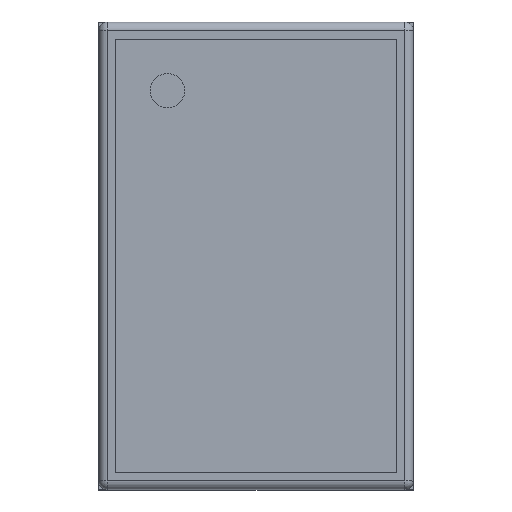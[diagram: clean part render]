
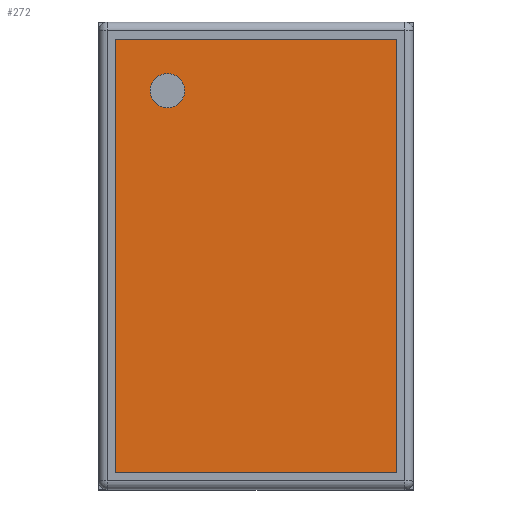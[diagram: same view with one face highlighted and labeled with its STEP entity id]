
A CAD part, top view. The second image highlights one B-rep face of the part: STEP entity #272.
In plain terms, the highlighted free-form (B-spline) face has degree [1, 1] with [2, 2] control points.
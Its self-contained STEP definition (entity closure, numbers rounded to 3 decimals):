
#168=CARTESIAN_POINT('',(-2.075,4.8,6.86));
#169=VERTEX_POINT('',#168);
#178=CARTESIAN_POINT('',(-3.075,4.8,6.86));
#179=VERTEX_POINT('',#178);
#180=CARTESIAN_POINT('',(-2.575,4.8,6.86));
#181=DIRECTION('',(0.0,0.0,-1.0));
#182=DIRECTION('',(1.0,0.0,0.0));
#183=AXIS2_PLACEMENT_3D('',#180,#181,#182);
#184=CIRCLE('',#183,0.5);
#185=EDGE_CURVE('',#179,#169,#184,.T.);
#219=CARTESIAN_POINT('',(-2.575,4.8,6.86));
#220=DIRECTION('',(0.0,0.0,-1.0));
#221=DIRECTION('',(1.0,0.0,0.0));
#222=AXIS2_PLACEMENT_3D('',#219,#220,#221);
#223=CIRCLE('',#222,0.5);
#224=EDGE_CURVE('',#169,#179,#223,.T.);
#229=CARTESIAN_POINT('',(-4.075,-6.3,6.86));
#230=CARTESIAN_POINT('',(4.075,-6.3,6.86));
#231=CARTESIAN_POINT('',(-4.075,6.3,6.86));
#232=CARTESIAN_POINT('',(4.075,6.3,6.86));
#233=B_SPLINE_SURFACE_WITH_KNOTS('',1,1,((#229,#231),(#230,#232)),.UNSPECIFIED.,.F.,.F.,.U.,(2,2),(2,2),(0.0,8.15),(0.0,12.6),.UNSPECIFIED.);
#234=CARTESIAN_POINT('',(4.075,6.3,6.86));
#235=VERTEX_POINT('',#234);
#236=CARTESIAN_POINT('',(4.075,-6.3,6.86));
#237=VERTEX_POINT('',#236);
#238=CARTESIAN_POINT('',(4.075,6.3,6.86));
#239=DIRECTION('',(0.0,-1.0,0.0));
#240=VECTOR('',#239,12.6);
#241=LINE('',#238,#240);
#242=EDGE_CURVE('',#235,#237,#241,.T.);
#243=ORIENTED_EDGE('',*,*,#242,.F.);
#244=CARTESIAN_POINT('',(-4.075,6.3,6.86));
#245=VERTEX_POINT('',#244);
#246=CARTESIAN_POINT('',(-4.075,6.3,6.86));
#247=DIRECTION('',(1.0,0.0,0.0));
#248=VECTOR('',#247,8.15);
#249=LINE('',#246,#248);
#250=EDGE_CURVE('',#245,#235,#249,.T.);
#251=ORIENTED_EDGE('',*,*,#250,.F.);
#252=CARTESIAN_POINT('',(-4.075,-6.3,6.86));
#253=VERTEX_POINT('',#252);
#254=CARTESIAN_POINT('',(-4.075,-6.3,6.86));
#255=DIRECTION('',(0.0,1.0,0.0));
#256=VECTOR('',#255,12.6);
#257=LINE('',#254,#256);
#258=EDGE_CURVE('',#253,#245,#257,.T.);
#259=ORIENTED_EDGE('',*,*,#258,.F.);
#260=CARTESIAN_POINT('',(4.075,-6.3,6.86));
#261=DIRECTION('',(-1.0,0.0,0.0));
#262=VECTOR('',#261,8.15);
#263=LINE('',#260,#262);
#264=EDGE_CURVE('',#237,#253,#263,.T.);
#265=ORIENTED_EDGE('',*,*,#264,.F.);
#266=EDGE_LOOP('',(#243,#251,#259,#265));
#267=FACE_OUTER_BOUND('',#266,.T.);
#268=ORIENTED_EDGE('',*,*,#224,.T.);
#269=ORIENTED_EDGE('',*,*,#185,.T.);
#270=EDGE_LOOP('',(#268,#269));
#271=FACE_BOUND('',#270,.T.);
#272=ADVANCED_FACE('',(#267,#271),#233,.T.);
